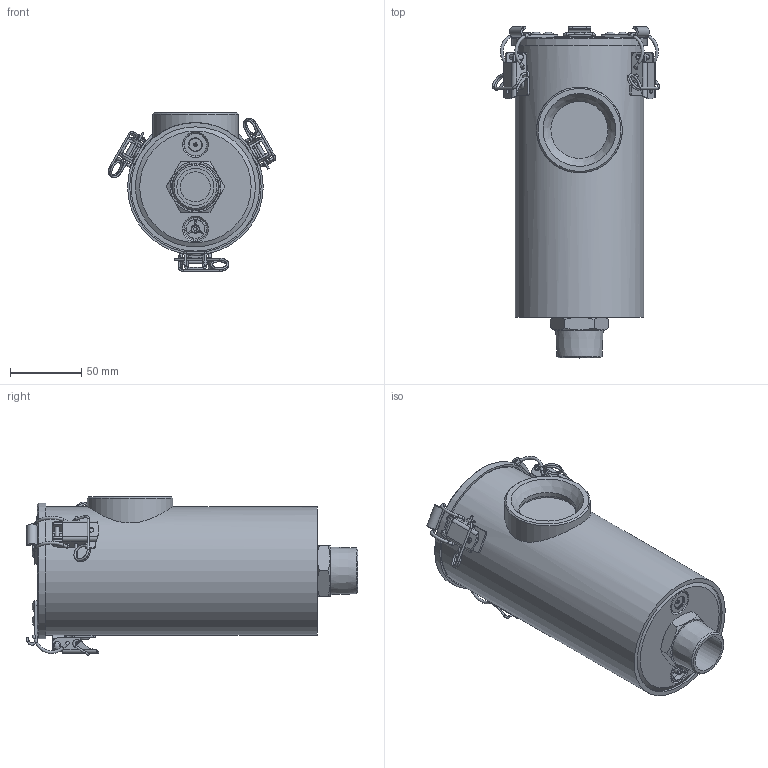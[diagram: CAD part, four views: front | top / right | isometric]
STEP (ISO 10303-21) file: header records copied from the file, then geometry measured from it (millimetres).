
FILE_DESCRIPTION (( 'STEP AP214' ), '1' );
FILE_NAME ('05.0030.18 MA-RV_2L_F_11_P3_XC_N1m.STEP', '2024-09-17T13:16:09', ( '' ), ( '' ), 'SwSTEP 2.0', 'SolidWorks 2020', '' );
FILE_SCHEMA (( 'AUTOMOTIVE_DESIGN' ));
Length unit declared in the file: millimetre
Products named in the file (1): 05.0030.18 MA-RV_2L_F_11_P3_XC_N1m
Bounding box: 117.04 x 232.3 x 111.18 mm (x, y, z)
Volume: 344974.7 mm3; surface area: 195085.6 mm2
Topology: 42 solids, 44 shells, 815 faces, 1868 edges, 1163 vertices
Faces by surface type: cylinder 312, plane 305, torus 97, bspline 63, cone 35, sphere 3
Full cylindrical faces by diameter (mm): 1.4 x12, 2 x21, 2.4 x6, 2.5 x2, 2.55 x2, 2.8 x6, 3.1 x3, 3.2 x3, 3.4 x12, 4 x15, 4.1 x18, 4.2 x6, 5.4 x12, 9 x2, 12.9 x4, 13.18 x2, 15.8 x4, 16 x2, 21 x1, 24.117 x1, 26 x1, 30 x1, 36 x1, 40 x1, 42 x1, 50 x1, 51 x2, 51.5 x1, 53.5 x1, 60 x2
Entity records: 35880 total; most frequent: CARTESIAN_POINT 10028, DIRECTION 3331, ORIENTED_EDGE 3022, EDGE_CURVE 1511, AXIS2_PLACEMENT_3D 1393, EDGE_LOOP 1252, VERTEX_POINT 1087, FACE_OUTER_BOUND 1035
